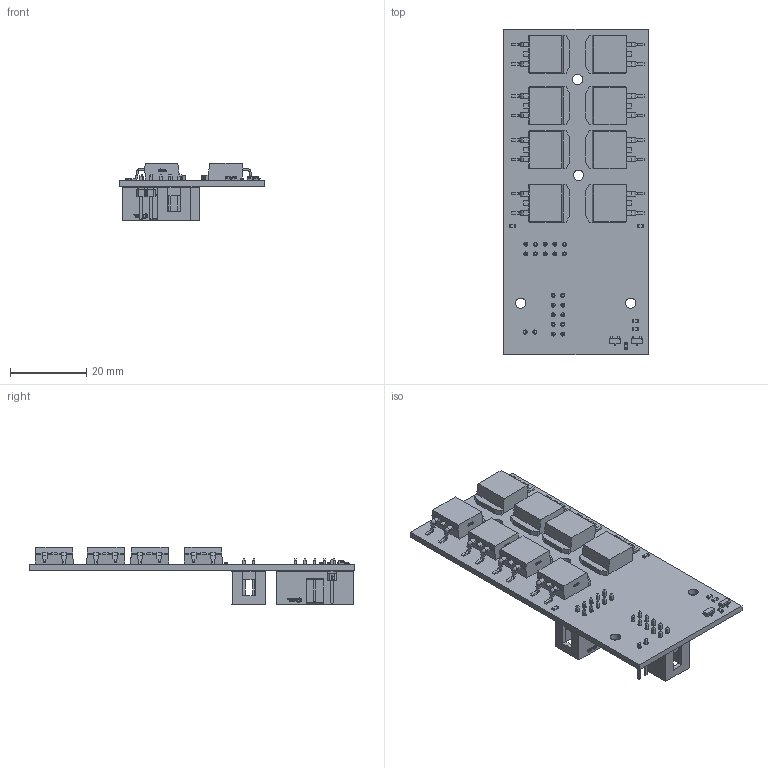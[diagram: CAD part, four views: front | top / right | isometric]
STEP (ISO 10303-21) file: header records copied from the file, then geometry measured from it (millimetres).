
FILE_DESCRIPTION(('KiCad electronic assembly'),'2;1');
FILE_NAME('BMU_switch_mosfet.step','2024-12-12T21:58:16',('Pcbnew'),( 'Kicad'),'Open CASCADE STEP processor 7.7','KiCad to STEP converter' ,'Unknown');
FILE_SCHEMA(('AUTOMOTIVE_DESIGN { 1 0 10303 214 1 1 1 1 }'));
Length unit declared in the file: millimetre
Products named in the file (12): BMU_switch_mosfet 1; D2PAK_L9.1-W10.0-P2.54-LS15.3-TL; R_0603_1608Metric; SOT-23-3; HDR-TH_2P-P2.54-M-LI-1X2P; IDC-TH_10P-P2.54_ZX-IDC2.54-2-5PZZ; BMU_switch_mosfet_PCB
Assembly tree (24 placements, depth 3):
  BMU_switch_mosfet 1
    D2PAK_L9.1-W10.0-P2.54-LS15.3-TL  x8
      D2PAK_L9.1-W10.0-P2.54-LS15.3-TL
    R_0603_1608Metric  x5
      R_0603_1608Metric
    SOT-23-3  x2
      SOT-23-3
    HDR-TH_2P-P2.54-M-LI-1X2P
      HDR-TH_2P-P2.54-M-LI-1X2P
    IDC-TH_10P-P2.54_ZX-IDC2.54-2-5PZZ  x2
      IDC-TH_10P-P2.54_ZX-IDC2.54-2-5PZZ
    BMU_switch_mosfet_PCB
Bounding box: 38 x 85.5 x 15.04 mm (x, y, z)
Volume: 10013.9 mm3; surface area: 14135.4 mm2
Topology: 27 solids, 27 shells, 3980 faces, 10638 edges, 6978 vertices
Faces by surface type: plane 2670, bspline 1126, cylinder 184
Full cylindrical faces by diameter (mm): 1.02 x20, 1.1 x2, 2.7 x4
Entity records: 48379 total; most frequent: CARTESIAN_POINT 11662, ORIENTED_EDGE 6486, DIRECTION 4582, EDGE_CURVE 3243, LINE 2448, VECTOR 2448, VERTEX_POINT 2119, FACE_BOUND 1376
